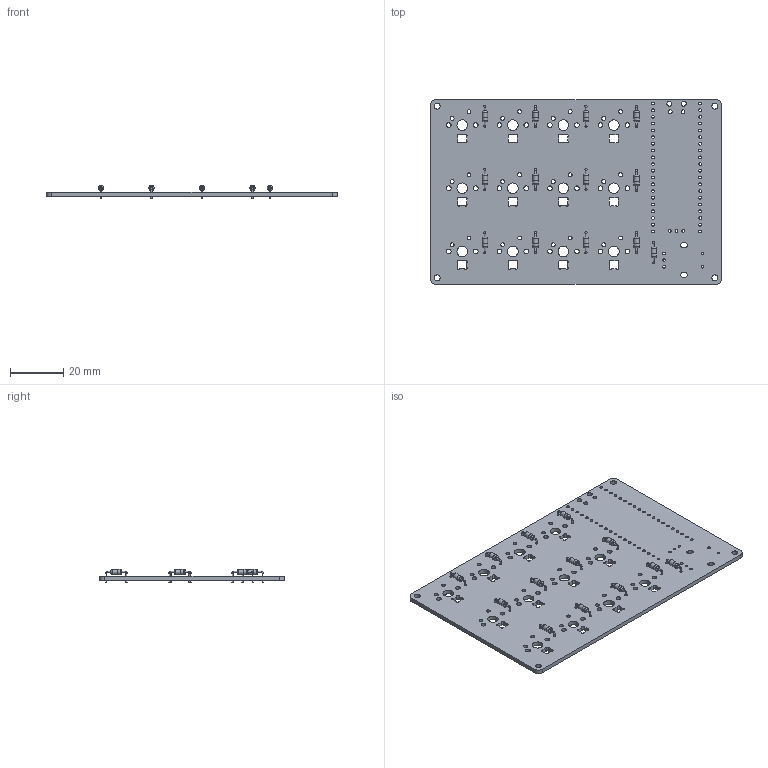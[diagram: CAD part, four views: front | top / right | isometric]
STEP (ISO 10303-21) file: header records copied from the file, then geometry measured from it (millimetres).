
FILE_DESCRIPTION(('KiCad electronic assembly'),'2;1');
FILE_NAME('EnvMCRO.step','2021-12-09T21:58:01',('An Author'),( 'A Company'),'Open CASCADE STEP processor 6.9', 'KiCad to STEP converter','Unknown');
FILE_SCHEMA(('AUTOMOTIVE_DESIGN { 1 0 10303 214 1 1 1 1 }'));
Length unit declared in the file: millimetre
Products named in the file (4): Open CASCADE STEP translator 6.9 1; D_DO-35_SOD27_P7.62mm_Horizontal; COMPOUND
Assembly tree (15 placements, depth 3):
  Open CASCADE STEP translator 6.9 1
    D_DO-35_SOD27_P7.62mm_Horizontal  x13
      COMPOUND
    COMPOUND
Bounding box: 109.6 x 69.7 x 5.01 mm (x, y, z)
Volume: 11678.8 mm3; surface area: 16946 mm2
Topology: 27 solids, 27 shells, 560 faces, 1362 edges, 882 vertices
Faces by surface type: cylinder 372, plane 136, torus 52
Full cylindrical faces by diameter (mm): 0.5 x39, 0.8 x26, 1 x5, 1.02 x43, 1.47 x24, 1.5 x2, 1.75 x24, 1.8 x2, 2 x26, 2.02 x13, 2.2 x4, 3.988 x12
Entity records: 27487 total; most frequent: DIRECTION 4590, CARTESIAN_POINT 4428, ORIENTED_EDGE 2148, PCURVE 2148, DEFINITIONAL_REPRESENTATION 2148, LINE 2016, VECTOR 2016, CIRCLE 1200
